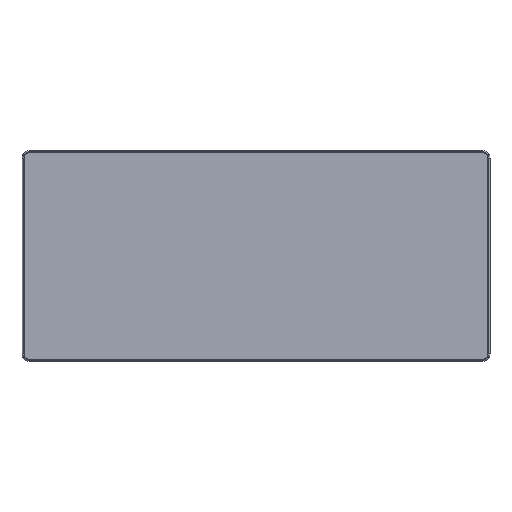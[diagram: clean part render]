
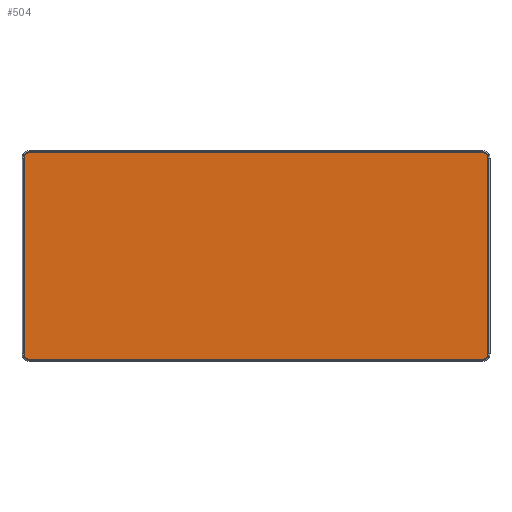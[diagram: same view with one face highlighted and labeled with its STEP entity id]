
A CAD part, top view. The second image highlights one B-rep face of the part: STEP entity #504.
In plain terms, the highlighted planar face has unit normal (0, 0, 1).
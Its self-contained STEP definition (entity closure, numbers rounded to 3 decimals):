
#58=FACE_OUTER_BOUND('',#88,.T.);
#88=EDGE_LOOP('',(#445,#446,#447,#448,#449,#450,#451,#452));
#118=CIRCLE('',#568,10.);
#122=CIRCLE('',#575,10.);
#123=CIRCLE('',#578,10.);
#124=CIRCLE('',#579,10.);
#153=LINE('',#859,#193);
#159=LINE('',#880,#199);
#161=LINE('',#886,#201);
#162=LINE('',#888,#202);
#193=VECTOR('',#706,10.);
#199=VECTOR('',#726,10.);
#201=VECTOR('',#732,10.);
#202=VECTOR('',#735,10.);
#239=VERTEX_POINT('',#849);
#240=VERTEX_POINT('',#851);
#242=VERTEX_POINT('',#857);
#248=VERTEX_POINT('',#873);
#249=VERTEX_POINT('',#875);
#250=VERTEX_POINT('',#879);
#251=VERTEX_POINT('',#883);
#252=VERTEX_POINT('',#885);
#303=EDGE_CURVE('',#239,#240,#118,.T.);
#307=EDGE_CURVE('',#239,#242,#153,.T.);
#315=EDGE_CURVE('',#248,#249,#122,.T.);
#317=EDGE_CURVE('',#250,#249,#159,.T.);
#319=EDGE_CURVE('',#251,#242,#123,.T.);
#320=EDGE_CURVE('',#251,#252,#161,.T.);
#321=EDGE_CURVE('',#250,#252,#124,.T.);
#322=EDGE_CURVE('',#248,#240,#162,.T.);
#445=ORIENTED_EDGE('',*,*,#303,.F.);
#446=ORIENTED_EDGE('',*,*,#307,.T.);
#447=ORIENTED_EDGE('',*,*,#319,.F.);
#448=ORIENTED_EDGE('',*,*,#320,.T.);
#449=ORIENTED_EDGE('',*,*,#321,.F.);
#450=ORIENTED_EDGE('',*,*,#317,.T.);
#451=ORIENTED_EDGE('',*,*,#315,.F.);
#452=ORIENTED_EDGE('',*,*,#322,.T.);
#478=PLANE('',#577);
#504=ADVANCED_FACE('',(#58),#478,.T.);
#568=AXIS2_PLACEMENT_3D('',#852,#699,#700);
#575=AXIS2_PLACEMENT_3D('',#876,#721,#722);
#577=AXIS2_PLACEMENT_3D('',#882,#728,#729);
#578=AXIS2_PLACEMENT_3D('',#884,#730,#731);
#579=AXIS2_PLACEMENT_3D('',#887,#733,#734);
#699=DIRECTION('center_axis',(0.,0.,-1.));
#700=DIRECTION('ref_axis',(-0.707,0.707,0.));
#706=DIRECTION('',(0.,-1.,0.));
#721=DIRECTION('center_axis',(0.,0.,-1.));
#722=DIRECTION('ref_axis',(0.707,0.707,0.));
#726=DIRECTION('',(0.,1.,0.));
#728=DIRECTION('center_axis',(0.,0.,1.));
#729=DIRECTION('ref_axis',(0.,-1.,0.));
#730=DIRECTION('center_axis',(0.,0.,-1.));
#731=DIRECTION('ref_axis',(-0.707,-0.707,0.));
#732=DIRECTION('',(1.,0.,0.));
#733=DIRECTION('center_axis',(0.,0.,-1.));
#734=DIRECTION('ref_axis',(0.707,-0.707,0.));
#735=DIRECTION('',(-1.,0.,0.));
#849=CARTESIAN_POINT('',(-427.63,192.48,4.));
#851=CARTESIAN_POINT('',(-417.63,202.48,4.));
#852=CARTESIAN_POINT('Origin',(-417.63,192.48,4.));
#857=CARTESIAN_POINT('',(-427.63,-187.52,4.));
#859=CARTESIAN_POINT('',(-427.63,2.48,4.));
#873=CARTESIAN_POINT('',(462.37,202.48,4.));
#875=CARTESIAN_POINT('',(472.37,192.48,4.));
#876=CARTESIAN_POINT('Origin',(462.37,192.48,4.));
#879=CARTESIAN_POINT('',(472.37,-187.52,4.));
#880=CARTESIAN_POINT('',(472.37,2.48,4.));
#882=CARTESIAN_POINT('Origin',(22.37,2.48,4.));
#883=CARTESIAN_POINT('',(-417.63,-197.52,4.));
#884=CARTESIAN_POINT('Origin',(-417.63,-187.52,4.));
#885=CARTESIAN_POINT('',(462.37,-197.52,4.));
#886=CARTESIAN_POINT('',(22.37,-197.52,4.));
#887=CARTESIAN_POINT('Origin',(462.37,-187.52,4.));
#888=CARTESIAN_POINT('',(22.37,202.48,4.));
